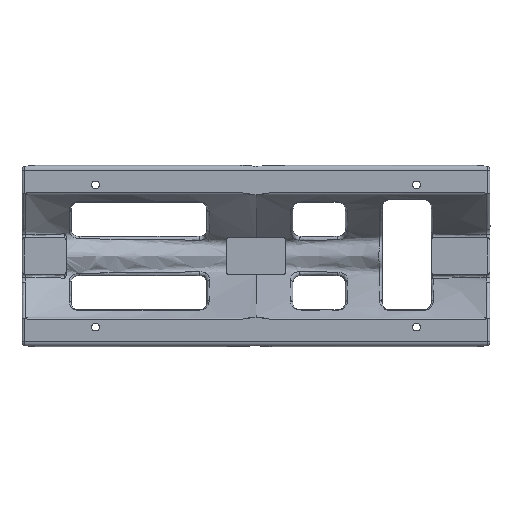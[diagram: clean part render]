
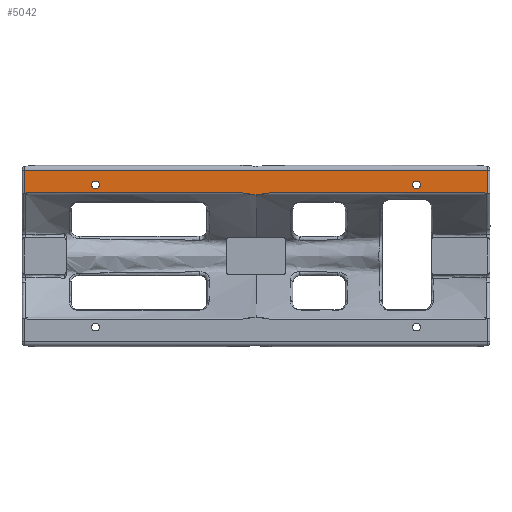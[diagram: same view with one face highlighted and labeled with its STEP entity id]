
A CAD part, front view. The second image highlights one B-rep face of the part: STEP entity #5042.
In plain terms, the highlighted planar face has unit normal (0, -1, 0).
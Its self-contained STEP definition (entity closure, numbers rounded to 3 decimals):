
#3 = DIRECTION ( 'NONE',  ( 0., 0., -1. ) ) ;
#171 = AXIS2_PLACEMENT_3D ( 'NONE', #9445, #13252, #12130 ) ;
#201 = CARTESIAN_POINT ( 'NONE',  ( -2.414, 0., 25.343 ) ) ;
#299 = CARTESIAN_POINT ( 'NONE',  ( 94.5, 0., 25.467 ) ) ;
#322 = ORIENTED_EDGE ( 'NONE', *, *, #9485, .F. ) ;
#427 = CARTESIAN_POINT ( 'NONE',  ( 93.828, 0., 25.683 ) ) ;
#444 = ORIENTED_EDGE ( 'NONE', *, *, #5528, .T. ) ;
#539 = CIRCLE ( 'NONE', #549, 1.6 ) ;
#549 = AXIS2_PLACEMENT_3D ( 'NONE', #9399, #4191, #10694 ) ;
#807 = AXIS2_PLACEMENT_3D ( 'NONE', #15935, #2664, #14460 ) ;
#866 = B_SPLINE_CURVE_WITH_KNOTS ( 'NONE', 3,
 ( #7381, #1763, #7050, #12339 ),
 .UNSPECIFIED., .F., .F.,
 ( 4, 4 ),
 ( 0., 0.007 ),
 .UNSPECIFIED. ) ;
#1139 = DIRECTION ( 'NONE',  ( 1., 0., 0. ) ) ;
#1176 = EDGE_CURVE ( 'NONE', #15661, #4237, #13967, .T. ) ;
#1219 = ORIENTED_EDGE ( 'NONE', *, *, #9424, .F. ) ;
#1304 = CARTESIAN_POINT ( 'NONE',  ( -94.33, 0., 25.484 ) ) ;
#1400 = CARTESIAN_POINT ( 'NONE',  ( 94.5, 0., 25.467 ) ) ;
#1499 = EDGE_LOOP ( 'NONE', ( #322, #7525 ) ) ;
#1557 = CARTESIAN_POINT ( 'NONE',  ( -93.828, 0., 25.683 ) ) ;
#1763 = CARTESIAN_POINT ( 'NONE',  ( 2.414, 0., 25.343 ) ) ;
#1837 = VERTEX_POINT ( 'NONE', #10542 ) ;
#2103 = VECTOR ( 'NONE', #15908, 1000. ) ;
#2559 = CARTESIAN_POINT ( 'NONE',  ( 94.5, 0., 35. ) ) ;
#2664 = DIRECTION ( 'NONE',  ( 0., -1., 0. ) ) ;
#2714 = CIRCLE ( 'NONE', #16019, 1.6 ) ;
#2769 = FACE_BOUND ( 'NONE', #7674, .T. ) ;
#2841 = EDGE_CURVE ( 'NONE', #12697, #6995, #4934, .T. ) ;
#2850 = PLANE ( 'NONE',  #171 ) ;
#2859 = ORIENTED_EDGE ( 'NONE', *, *, #16735, .T. ) ;
#2890 = VECTOR ( 'NONE', #16977, 1000. ) ;
#3257 = CIRCLE ( 'NONE', #8267, 1.6 ) ;
#3517 = EDGE_CURVE ( 'NONE', #4677, #12697, #866, .T. ) ;
#3601 = LINE ( 'NONE', #6115, #2890 ) ;
#3796 = DIRECTION ( 'NONE',  ( 1., 0., 0. ) ) ;
#3851 = CARTESIAN_POINT ( 'NONE',  ( 65.5, 0., 30.6 ) ) ;
#4138 = VECTOR ( 'NONE', #7620, 1000. ) ;
#4167 = CARTESIAN_POINT ( 'NONE',  ( 94.25, 0., 25.515 ) ) ;
#4191 = DIRECTION ( 'NONE',  ( 0., -1., 0. ) ) ;
#4237 = VERTEX_POINT ( 'NONE', #13845 ) ;
#4250 = EDGE_CURVE ( 'NONE', #13618, #15661, #3601, .T. ) ;
#4576 = LINE ( 'NONE', #15163, #2103 ) ;
#4677 = VERTEX_POINT ( 'NONE', #7203 ) ;
#4715 = VERTEX_POINT ( 'NONE', #10220 ) ;
#4844 = B_SPLINE_CURVE_WITH_KNOTS ( 'NONE', 3,
 ( #14737, #1557, #11963, #13339 ),
 .UNSPECIFIED., .F., .F.,
 ( 4, 4 ),
 ( 0.001, 0.003 ),
 .UNSPECIFIED. ) ;
#4934 = LINE ( 'NONE', #13002, #15014 ) ;
#5009 = CARTESIAN_POINT ( 'NONE',  ( 94.5, 0., 0. ) ) ;
#5042 = ADVANCED_FACE ( 'NONE', ( #14482, #2769, #5280 ), #2850, .F. ) ;
#5280 = FACE_OUTER_BOUND ( 'NONE', #16119, .T. ) ;
#5287 = VERTEX_POINT ( 'NONE', #12353 ) ;
#5528 = EDGE_CURVE ( 'NONE', #16048, #13618, #4576, .T. ) ;
#5825 = EDGE_CURVE ( 'NONE', #16051, #16987, #12039, .T. ) ;
#6115 = CARTESIAN_POINT ( 'NONE',  ( -94.5, 0., 0. ) ) ;
#6536 = CARTESIAN_POINT ( 'NONE',  ( -92.976, 0., 26. ) ) ;
#6589 = CARTESIAN_POINT ( 'NONE',  ( 94.414, 0., 25.467 ) ) ;
#6726 = CARTESIAN_POINT ( 'NONE',  ( 92.976, 0., 26. ) ) ;
#6756 = CARTESIAN_POINT ( 'NONE',  ( -65.5, 0., 29. ) ) ;
#6758 = ORIENTED_EDGE ( 'NONE', *, *, #15984, .F. ) ;
#6965 = CARTESIAN_POINT ( 'NONE',  ( -4.829, 0., 25.677 ) ) ;
#6995 = VERTEX_POINT ( 'NONE', #6726 ) ;
#7050 = CARTESIAN_POINT ( 'NONE',  ( 4.829, 0., 25.677 ) ) ;
#7203 = CARTESIAN_POINT ( 'NONE',  ( 0., 0., 25. ) ) ;
#7346 = EDGE_CURVE ( 'NONE', #16987, #4677, #10268, .T. ) ;
#7381 = CARTESIAN_POINT ( 'NONE',  ( 0., 0., 25. ) ) ;
#7525 = ORIENTED_EDGE ( 'NONE', *, *, #15611, .F. ) ;
#7620 = DIRECTION ( 'NONE',  ( 0., 0., 1. ) ) ;
#7674 = EDGE_LOOP ( 'NONE', ( #1219, #6758 ) ) ;
#7717 = CARTESIAN_POINT ( 'NONE',  ( -94.414, 0., 25.467 ) ) ;
#7938 = VECTOR ( 'NONE', #3796, 1000. ) ;
#8074 = ORIENTED_EDGE ( 'NONE', *, *, #5825, .T. ) ;
#8136 = ORIENTED_EDGE ( 'NONE', *, *, #7346, .T. ) ;
#8267 = AXIS2_PLACEMENT_3D ( 'NONE', #6756, #9285, #12051 ) ;
#8306 = CIRCLE ( 'NONE', #807, 1.6 ) ;
#8500 = CARTESIAN_POINT ( 'NONE',  ( 94.25, 0., 25.515 ) ) ;
#8601 = ORIENTED_EDGE ( 'NONE', *, *, #14431, .T. ) ;
#8908 = EDGE_CURVE ( 'NONE', #4237, #16051, #4844, .T. ) ;
#8917 = ORIENTED_EDGE ( 'NONE', *, *, #3517, .T. ) ;
#8930 = B_SPLINE_CURVE_WITH_KNOTS ( 'NONE', 3,
 ( #4167, #9457, #6589, #1400 ),
 .UNSPECIFIED., .F., .F.,
 ( 4, 4 ),
 ( 0., 0. ),
 .UNSPECIFIED. ) ;
#9285 = DIRECTION ( 'NONE',  ( 0., -1., 0. ) ) ;
#9399 = CARTESIAN_POINT ( 'NONE',  ( 65.5, 0., 29. ) ) ;
#9424 = EDGE_CURVE ( 'NONE', #1837, #16584, #2714, .T. ) ;
#9445 = CARTESIAN_POINT ( 'NONE',  ( 0., 0., 0. ) ) ;
#9457 = CARTESIAN_POINT ( 'NONE',  ( 94.33, 0., 25.484 ) ) ;
#9485 = EDGE_CURVE ( 'NONE', #5287, #10315, #3257, .T. ) ;
#9504 = CARTESIAN_POINT ( 'NONE',  ( -94.5, 0., 25.467 ) ) ;
#9736 = CARTESIAN_POINT ( 'NONE',  ( -7.245, 0., 26. ) ) ;
#10034 = ORIENTED_EDGE ( 'NONE', *, *, #4250, .T. ) ;
#10220 = CARTESIAN_POINT ( 'NONE',  ( 94.25, 0., 25.515 ) ) ;
#10268 = B_SPLINE_CURVE_WITH_KNOTS ( 'NONE', 3,
 ( #9736, #6965, #201, #12257 ),
 .UNSPECIFIED., .F., .F.,
 ( 4, 4 ),
 ( 0., 0.007 ),
 .UNSPECIFIED. ) ;
#10315 = VERTEX_POINT ( 'NONE', #13280 ) ;
#10344 = ORIENTED_EDGE ( 'NONE', *, *, #14835, .T. ) ;
#10447 = ORIENTED_EDGE ( 'NONE', *, *, #1176, .T. ) ;
#10542 = CARTESIAN_POINT ( 'NONE',  ( 65.5, 0., 27.4 ) ) ;
#10661 = ORIENTED_EDGE ( 'NONE', *, *, #2841, .T. ) ;
#10694 = DIRECTION ( 'NONE',  ( 0., 0., -1. ) ) ;
#10727 = B_SPLINE_CURVE_WITH_KNOTS ( 'NONE', 3,
 ( #12311, #16226, #427, #8500 ),
 .UNSPECIFIED., .F., .F.,
 ( 4, 4 ),
 ( 0.002, 0.004 ),
 .UNSPECIFIED. ) ;
#11043 = VERTEX_POINT ( 'NONE', #299 ) ;
#11766 = CARTESIAN_POINT ( 'NONE',  ( 7.245, 0., 26. ) ) ;
#11796 = CARTESIAN_POINT ( 'NONE',  ( 65.5, 0., 29. ) ) ;
#11963 = CARTESIAN_POINT ( 'NONE',  ( -93.403, 0., 25.844 ) ) ;
#12039 = LINE ( 'NONE', #15689, #7938 ) ;
#12051 = DIRECTION ( 'NONE',  ( 0., 0., 1. ) ) ;
#12130 = DIRECTION ( 'NONE',  ( 0., 0., 1. ) ) ;
#12257 = CARTESIAN_POINT ( 'NONE',  ( 0., 0., 25. ) ) ;
#12311 = CARTESIAN_POINT ( 'NONE',  ( 92.976, 0., 26. ) ) ;
#12339 = CARTESIAN_POINT ( 'NONE',  ( 7.245, 0., 26. ) ) ;
#12353 = CARTESIAN_POINT ( 'NONE',  ( -65.5, 0., 27.4 ) ) ;
#12697 = VERTEX_POINT ( 'NONE', #11766 ) ;
#12994 = CARTESIAN_POINT ( 'NONE',  ( -94.25, 0., 25.515 ) ) ;
#13002 = CARTESIAN_POINT ( 'NONE',  ( 0., 0., 26. ) ) ;
#13172 = DIRECTION ( 'NONE',  ( 0., -1., 0. ) ) ;
#13224 = CARTESIAN_POINT ( 'NONE',  ( -7.245, 0., 26. ) ) ;
#13252 = DIRECTION ( 'NONE',  ( 0., 1., 0. ) ) ;
#13280 = CARTESIAN_POINT ( 'NONE',  ( -65.5, 0., 30.6 ) ) ;
#13339 = CARTESIAN_POINT ( 'NONE',  ( -92.976, 0., 26. ) ) ;
#13576 = ORIENTED_EDGE ( 'NONE', *, *, #8908, .T. ) ;
#13618 = VERTEX_POINT ( 'NONE', #16056 ) ;
#13845 = CARTESIAN_POINT ( 'NONE',  ( -94.25, 0., 25.515 ) ) ;
#13967 = B_SPLINE_CURVE_WITH_KNOTS ( 'NONE', 3,
 ( #14303, #7717, #1304, #12994 ),
 .UNSPECIFIED., .F., .F.,
 ( 4, 4 ),
 ( 0., 0. ),
 .UNSPECIFIED. ) ;
#14303 = CARTESIAN_POINT ( 'NONE',  ( -94.5, 0., 25.467 ) ) ;
#14431 = EDGE_CURVE ( 'NONE', #4715, #11043, #8930, .T. ) ;
#14460 = DIRECTION ( 'NONE',  ( 0., 0., 1. ) ) ;
#14482 = FACE_BOUND ( 'NONE', #1499, .T. ) ;
#14737 = CARTESIAN_POINT ( 'NONE',  ( -94.25, 0., 25.515 ) ) ;
#14835 = EDGE_CURVE ( 'NONE', #11043, #16048, #16996, .T. ) ;
#15014 = VECTOR ( 'NONE', #1139, 1000. ) ;
#15163 = CARTESIAN_POINT ( 'NONE',  ( 0., 0., 35. ) ) ;
#15611 = EDGE_CURVE ( 'NONE', #10315, #5287, #8306, .T. ) ;
#15661 = VERTEX_POINT ( 'NONE', #9504 ) ;
#15689 = CARTESIAN_POINT ( 'NONE',  ( 0., 0., 26. ) ) ;
#15908 = DIRECTION ( 'NONE',  ( -1., 0., 0. ) ) ;
#15935 = CARTESIAN_POINT ( 'NONE',  ( -65.5, 0., 29. ) ) ;
#15984 = EDGE_CURVE ( 'NONE', #16584, #1837, #539, .T. ) ;
#16019 = AXIS2_PLACEMENT_3D ( 'NONE', #11796, #13172, #3 ) ;
#16048 = VERTEX_POINT ( 'NONE', #2559 ) ;
#16051 = VERTEX_POINT ( 'NONE', #6536 ) ;
#16056 = CARTESIAN_POINT ( 'NONE',  ( -94.5, 0., 35. ) ) ;
#16119 = EDGE_LOOP ( 'NONE', ( #444, #10034, #10447, #13576, #8074, #8136, #8917, #10661, #2859, #8601, #10344 ) ) ;
#16226 = CARTESIAN_POINT ( 'NONE',  ( 93.403, 0., 25.844 ) ) ;
#16584 = VERTEX_POINT ( 'NONE', #3851 ) ;
#16735 = EDGE_CURVE ( 'NONE', #6995, #4715, #10727, .T. ) ;
#16977 = DIRECTION ( 'NONE',  ( 0., 0., -1. ) ) ;
#16987 = VERTEX_POINT ( 'NONE', #13224 ) ;
#16996 = LINE ( 'NONE', #5009, #4138 ) ;
